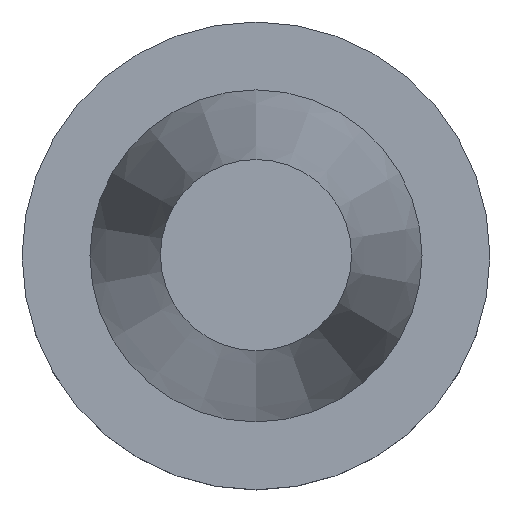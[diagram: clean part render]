
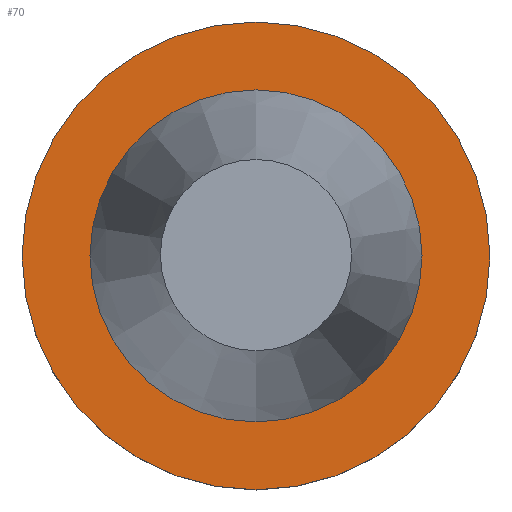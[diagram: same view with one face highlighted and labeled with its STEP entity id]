
A CAD part, top view. The second image highlights one B-rep face of the part: STEP entity #70.
In plain terms, the highlighted planar face has unit normal (0, 0, 1).
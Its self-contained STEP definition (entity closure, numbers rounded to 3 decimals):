
#70=ADVANCED_FACE('Unnamed[1]',(#178,#179),#180,.T.);
#91=EDGE_CURVE('Unnamed[1]',#210,#210,#211,.T.);
#133=EDGE_CURVE('Unnamed[1]',#277,#277,#278,.T.);
#178=FACE_OUTER_BOUND('',#323,.T.);
#179=FACE_BOUND('',#324,.T.);
#180=PLANE('',#325);
#210=VERTEX_POINT('',#362);
#211=CIRCLE('',#363,34.925);
#277=VERTEX_POINT('',#446);
#278=CIRCLE('',#447,49.212);
#323=EDGE_LOOP('',(#488));
#324=EDGE_LOOP('',(#489));
#325=AXIS2_PLACEMENT_3D('',#490,#491,#492);
#362=CARTESIAN_POINT('',(0.,34.925,-1.5));
#363=AXIS2_PLACEMENT_3D('',#523,#524,#525);
#446=CARTESIAN_POINT('',(0.,49.212,-1.5));
#447=AXIS2_PLACEMENT_3D('',#598,#599,#600);
#488=ORIENTED_EDGE('',*,*,#133,.F.);
#489=ORIENTED_EDGE('',*,*,#91,.T.);
#490=CARTESIAN_POINT('',(0.,42.069,-1.5));
#491=DIRECTION('',(0.,0.,1.0));
#492=DIRECTION('',(0.,-1.0,0.));
#523=CARTESIAN_POINT('',(0.,0.,-1.5));
#524=DIRECTION('',(0.,0.,-1.0));
#525=DIRECTION('',(0.,1.0,0.));
#598=CARTESIAN_POINT('',(0.,0.,-1.5));
#599=DIRECTION('',(0.,0.,-1.0));
#600=DIRECTION('',(0.,1.0,0.));
